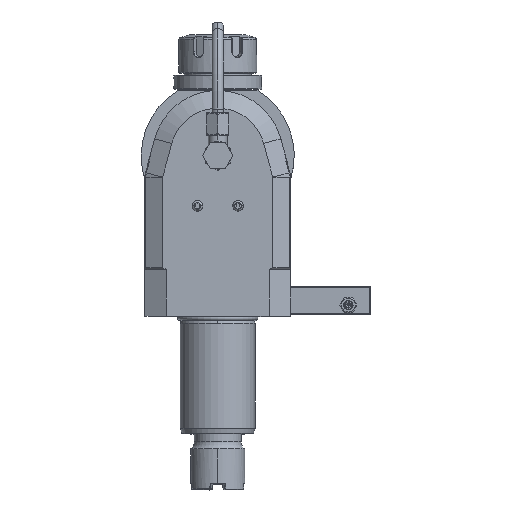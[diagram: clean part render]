
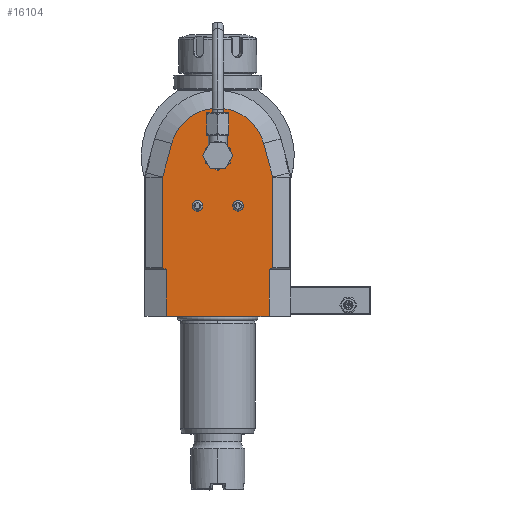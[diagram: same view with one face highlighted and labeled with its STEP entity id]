
A CAD part, top view. The second image highlights one B-rep face of the part: STEP entity #16104.
In plain terms, the highlighted planar face has unit normal (0, 0, 1).
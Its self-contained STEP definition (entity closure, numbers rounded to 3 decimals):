
#619=DIRECTION('',(-1.,0.,0.));
#620=VECTOR('',#619,55.);
#621=CARTESIAN_POINT('',(27.5,-86.,40.));
#622=LINE('',#621,#620);
#1029=DIRECTION('',(0.,-1.,0.));
#1030=VECTOR('',#1029,25.);
#1031=CARTESIAN_POINT('',(27.5,-61.,40.));
#1032=LINE('',#1031,#1030);
#1033=DIRECTION('',(0.,1.,0.));
#1034=VECTOR('',#1033,25.);
#1035=CARTESIAN_POINT('',(-27.5,-86.,40.));
#1036=LINE('',#1035,#1034);
#1037=DIRECTION('',(0.894,-0.447,0.));
#1038=VECTOR('',#1037,2.236);
#1039=CARTESIAN_POINT('',(-29.5,-60.,40.));
#1040=LINE('',#1039,#1038);
#1041=DIRECTION('',(0.,-1.,0.));
#1042=VECTOR('',#1041,48.363);
#1043=CARTESIAN_POINT('',(-29.5,-11.637,40.));
#1044=LINE('',#1043,#1042);
#1045=CARTESIAN_POINT('',(-29.,-11.637,40.));
#1046=DIRECTION('',(0.,0.,1.));
#1047=DIRECTION('',(-0.966,0.259,0.));
#1048=AXIS2_PLACEMENT_3D('',#1045,#1046,#1047);
#1050=DIRECTION('',(-0.259,-0.966,0.));
#1051=VECTOR('',#1050,18.746);
#1052=CARTESIAN_POINT('',(-24.631,6.6,40.));
#1053=LINE('',#1052,#1051);
#1054=CARTESIAN_POINT('',(0.,0.,40.));
#1055=DIRECTION('',(0.,0.,1.));
#1056=DIRECTION('',(0.966,0.259,0.));
#1057=AXIS2_PLACEMENT_3D('',#1054,#1055,#1056);
#1059=DIRECTION('',(-0.259,0.966,0.));
#1060=VECTOR('',#1059,18.746);
#1061=CARTESIAN_POINT('',(29.483,-11.507,40.));
#1062=LINE('',#1061,#1060);
#1063=CARTESIAN_POINT('',(29.,-11.637,40.));
#1064=DIRECTION('',(0.,0.,1.));
#1065=DIRECTION('',(1.,0.,0.));
#1066=AXIS2_PLACEMENT_3D('',#1063,#1064,#1065);
#1068=DIRECTION('',(0.,1.,0.));
#1069=VECTOR('',#1068,48.363);
#1070=CARTESIAN_POINT('',(29.5,-60.,40.));
#1071=LINE('',#1070,#1069);
#1072=DIRECTION('',(0.894,0.447,0.));
#1073=VECTOR('',#1072,2.236);
#1074=CARTESIAN_POINT('',(27.5,-61.,40.));
#1075=LINE('',#1074,#1073);
#1076=CARTESIAN_POINT('',(0.,0.,40.));
#1077=DIRECTION('',(0.,0.,1.));
#1078=DIRECTION('',(1.,0.,0.));
#1079=AXIS2_PLACEMENT_3D('',#1076,#1077,#1078);
#1081=CARTESIAN_POINT('',(0.,0.,40.));
#1082=DIRECTION('',(0.,0.,1.));
#1083=DIRECTION('',(-1.,0.,0.));
#1084=AXIS2_PLACEMENT_3D('',#1081,#1082,#1083);
#1086=CARTESIAN_POINT('',(10.864,-26.888,40.));
#1087=DIRECTION('',(0.,0.,1.));
#1088=DIRECTION('',(-1.,0.,0.));
#1089=AXIS2_PLACEMENT_3D('',#1086,#1087,#1088);
#1091=CARTESIAN_POINT('',(10.864,-26.888,40.));
#1092=DIRECTION('',(0.,0.,1.));
#1093=DIRECTION('',(1.,0.,0.));
#1094=AXIS2_PLACEMENT_3D('',#1091,#1092,#1093);
#1096=CARTESIAN_POINT('',(-10.864,-26.888,40.));
#1097=DIRECTION('',(0.,0.,1.));
#1098=DIRECTION('',(-1.,0.,0.));
#1099=AXIS2_PLACEMENT_3D('',#1096,#1097,#1098);
#1101=CARTESIAN_POINT('',(-10.864,-26.888,40.));
#1102=DIRECTION('',(0.,0.,1.));
#1103=DIRECTION('',(1.,0.,0.));
#1104=AXIS2_PLACEMENT_3D('',#1101,#1102,#1103);
#13383=CARTESIAN_POINT('',(24.631,6.6,40.));
#13384=CARTESIAN_POINT('',(-24.631,6.6,40.));
#13385=VERTEX_POINT('',#13383);
#13386=VERTEX_POINT('',#13384);
#13391=CARTESIAN_POINT('',(-29.483,-11.507,40.));
#13392=VERTEX_POINT('',#13391);
#13393=CARTESIAN_POINT('',(29.483,-11.507,40.));
#13394=VERTEX_POINT('',#13393);
#13395=CARTESIAN_POINT('',(-29.5,-11.637,40.));
#13396=VERTEX_POINT('',#13395);
#13397=CARTESIAN_POINT('',(29.5,-11.637,40.));
#13398=VERTEX_POINT('',#13397);
#13416=CARTESIAN_POINT('',(29.5,-60.,40.));
#13418=VERTEX_POINT('',#13416);
#13425=CARTESIAN_POINT('',(-29.5,-60.,40.));
#13426=VERTEX_POINT('',#13425);
#13721=CARTESIAN_POINT('',(-13.714,-26.888,40.));
#13722=CARTESIAN_POINT('',(-8.014,-26.888,40.));
#13723=VERTEX_POINT('',#13721);
#13724=VERTEX_POINT('',#13722);
#13757=CARTESIAN_POINT('',(8.014,-26.888,40.));
#13758=CARTESIAN_POINT('',(13.714,-26.888,40.));
#13759=VERTEX_POINT('',#13757);
#13760=VERTEX_POINT('',#13758);
#13954=CARTESIAN_POINT('',(27.5,-61.,40.));
#13955=VERTEX_POINT('',#13954);
#13956=CARTESIAN_POINT('',(-27.5,-61.,40.));
#13957=VERTEX_POINT('',#13956);
#14549=CARTESIAN_POINT('',(6.5,0.,40.));
#14550=CARTESIAN_POINT('',(-6.5,0.,40.));
#14551=VERTEX_POINT('',#14549);
#14552=VERTEX_POINT('',#14550);
#14713=CARTESIAN_POINT('',(-27.5,-86.,40.));
#14715=VERTEX_POINT('',#14713);
#14718=CARTESIAN_POINT('',(27.5,-86.,40.));
#14720=VERTEX_POINT('',#14718);
#16058=CARTESIAN_POINT('',(0.,0.,40.));
#16059=DIRECTION('',(0.,0.,1.));
#16060=DIRECTION('',(1.,0.,0.));
#16061=AXIS2_PLACEMENT_3D('',#16058,#16059,#16060);
#16062=PLANE('',#16061);
#16063=ORIENTED_EDGE('',*,*,#16037,.T.);
#16064=ORIENTED_EDGE('',*,*,#15696,.T.);
#16066=ORIENTED_EDGE('',*,*,#16065,.T.);
#16068=ORIENTED_EDGE('',*,*,#16067,.F.);
#16070=ORIENTED_EDGE('',*,*,#16069,.F.);
#16072=ORIENTED_EDGE('',*,*,#16071,.F.);
#16074=ORIENTED_EDGE('',*,*,#16073,.F.);
#16076=ORIENTED_EDGE('',*,*,#16075,.F.);
#16078=ORIENTED_EDGE('',*,*,#16077,.F.);
#16080=ORIENTED_EDGE('',*,*,#16079,.F.);
#16082=ORIENTED_EDGE('',*,*,#16081,.F.);
#16083=ORIENTED_EDGE('',*,*,#16048,.F.);
#16084=EDGE_LOOP('',(#16063,#16064,#16066,#16068,#16070,#16072,#16074,#16076,
#16078,#16080,#16082,#16083));
#16085=FACE_OUTER_BOUND('',#16084,.F.);
#16087=ORIENTED_EDGE('',*,*,#16086,.T.);
#16089=ORIENTED_EDGE('',*,*,#16088,.T.);
#16090=EDGE_LOOP('',(#16087,#16089));
#16091=FACE_BOUND('',#16090,.F.);
#16093=ORIENTED_EDGE('',*,*,#16092,.T.);
#16095=ORIENTED_EDGE('',*,*,#16094,.T.);
#16096=EDGE_LOOP('',(#16093,#16095));
#16097=FACE_BOUND('',#16096,.F.);
#16099=ORIENTED_EDGE('',*,*,#16098,.T.);
#16101=ORIENTED_EDGE('',*,*,#16100,.T.);
#16102=EDGE_LOOP('',(#16099,#16101));
#16103=FACE_BOUND('',#16102,.F.);
#1049=CIRCLE('',#1048,0.5);
#1058=CIRCLE('',#1057,25.5);
#1067=CIRCLE('',#1066,0.5);
#1080=CIRCLE('',#1079,6.5);
#1085=CIRCLE('',#1084,6.5);
#1090=CIRCLE('',#1089,2.85);
#1095=CIRCLE('',#1094,2.85);
#1100=CIRCLE('',#1099,2.85);
#1105=CIRCLE('',#1104,2.85);
#15696=EDGE_CURVE('',#14720,#14715,#622,.T.);
#16037=EDGE_CURVE('',#13955,#14720,#1032,.T.);
#16048=EDGE_CURVE('',#13955,#13418,#1075,.T.);
#16065=EDGE_CURVE('',#14715,#13957,#1036,.T.);
#16067=EDGE_CURVE('',#13426,#13957,#1040,.T.);
#16069=EDGE_CURVE('',#13396,#13426,#1044,.T.);
#16071=EDGE_CURVE('',#13392,#13396,#1049,.T.);
#16073=EDGE_CURVE('',#13386,#13392,#1053,.T.);
#16075=EDGE_CURVE('',#13385,#13386,#1058,.T.);
#16077=EDGE_CURVE('',#13394,#13385,#1062,.T.);
#16079=EDGE_CURVE('',#13398,#13394,#1067,.T.);
#16081=EDGE_CURVE('',#13418,#13398,#1071,.T.);
#16086=EDGE_CURVE('',#14551,#14552,#1080,.T.);
#16088=EDGE_CURVE('',#14552,#14551,#1085,.T.);
#16092=EDGE_CURVE('',#13759,#13760,#1090,.T.);
#16094=EDGE_CURVE('',#13760,#13759,#1095,.T.);
#16098=EDGE_CURVE('',#13723,#13724,#1100,.T.);
#16100=EDGE_CURVE('',#13724,#13723,#1105,.T.);
#16104=ADVANCED_FACE('',(#16085,#16091,#16097,#16103),#16062,.T.);
